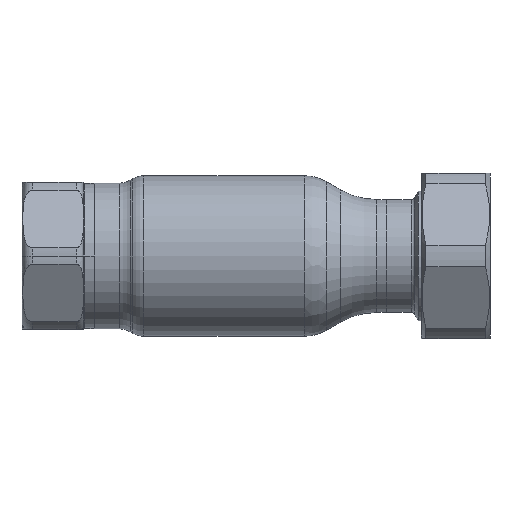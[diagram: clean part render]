
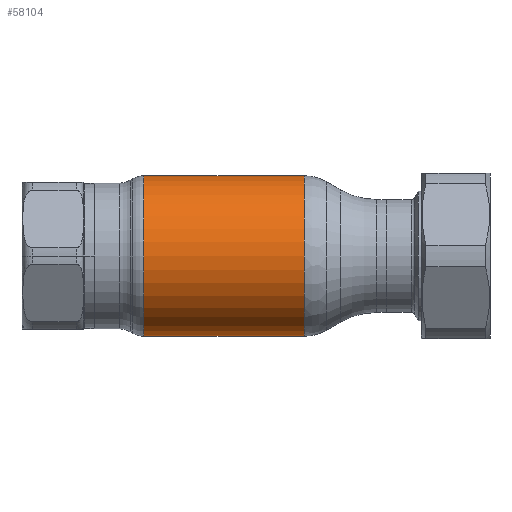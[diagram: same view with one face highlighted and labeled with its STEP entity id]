
A CAD part, front view. The second image highlights one B-rep face of the part: STEP entity #58104.
In plain terms, the highlighted cylindrical face has radius 22.25 mm (diameter 44.5 mm), a partial arc.
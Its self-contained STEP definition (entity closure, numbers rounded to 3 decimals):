
#4318 = ORIENTED_EDGE ( 'NONE', *, *, #33517, .F. ) ;
#6467 = CARTESIAN_POINT ( 'NONE',  ( 62.69, 0., -22.25 ) ) ;
#8258 = CARTESIAN_POINT ( 'NONE',  ( -22.285, 0., 22.25 ) ) ;
#13734 = AXIS2_PLACEMENT_3D ( 'NONE', #16059, #33963, #37772 ) ;
#13784 = CYLINDRICAL_SURFACE ( 'NONE', #29661, 22.25 ) ;
#14161 = CARTESIAN_POINT ( 'NONE',  ( 62.69, 0., 22.25 ) ) ;
#14790 = CIRCLE ( 'NONE', #16688, 22.25 ) ;
#16059 = CARTESIAN_POINT ( 'NONE',  ( 22.285, 0., 0. ) ) ;
#16452 = ORIENTED_EDGE ( 'NONE', *, *, #39978, .T. ) ;
#16688 = AXIS2_PLACEMENT_3D ( 'NONE', #29713, #20298, #48234 ) ;
#17306 = DIRECTION ( 'NONE',  ( 1., 0., 0. ) ) ;
#17617 = CARTESIAN_POINT ( 'NONE',  ( 62.69, 0., 0. ) ) ;
#20298 = DIRECTION ( 'NONE',  ( 1., 0., 0. ) ) ;
#21404 = VECTOR ( 'NONE', #36744, 1000. ) ;
#23681 = VECTOR ( 'NONE', #32267, 1000. ) ;
#25034 = CARTESIAN_POINT ( 'NONE',  ( -22.285, 0., -22.25 ) ) ;
#29661 = AXIS2_PLACEMENT_3D ( 'NONE', #17617, #17306, #35801 ) ;
#29713 = CARTESIAN_POINT ( 'NONE',  ( -22.285, 0., 0. ) ) ;
#30550 = VERTEX_POINT ( 'NONE', #44054 ) ;
#30815 = FACE_OUTER_BOUND ( 'NONE', #52945, .T. ) ;
#32267 = DIRECTION ( 'NONE',  ( 1., 0., 0. ) ) ;
#33348 = ORIENTED_EDGE ( 'NONE', *, *, #51702, .T. ) ;
#33517 = EDGE_CURVE ( 'NONE', #30550, #52115, #39967, .T. ) ;
#33963 = DIRECTION ( 'NONE',  ( 1., 0., 0. ) ) ;
#35801 = DIRECTION ( 'NONE',  ( 0., 0., -1. ) ) ;
#36453 = LINE ( 'NONE', #14161, #21404 ) ;
#36744 = DIRECTION ( 'NONE',  ( 1., 0., 0. ) ) ;
#36886 = VERTEX_POINT ( 'NONE', #25034 ) ;
#36902 = ORIENTED_EDGE ( 'NONE', *, *, #38835, .F. ) ;
#37772 = DIRECTION ( 'NONE',  ( 0., 0., -1. ) ) ;
#38835 = EDGE_CURVE ( 'NONE', #52308, #30550, #36453, .T. ) ;
#39967 = CIRCLE ( 'NONE', #13734, 22.25 ) ;
#39978 = EDGE_CURVE ( 'NONE', #36886, #52115, #54930, .T. ) ;
#41107 = CARTESIAN_POINT ( 'NONE',  ( 22.285, 0., -22.25 ) ) ;
#44054 = CARTESIAN_POINT ( 'NONE',  ( 22.285, 0., 22.25 ) ) ;
#48234 = DIRECTION ( 'NONE',  ( 0., 0., -1. ) ) ;
#51702 = EDGE_CURVE ( 'NONE', #52308, #36886, #14790, .T. ) ;
#52115 = VERTEX_POINT ( 'NONE', #41107 ) ;
#52308 = VERTEX_POINT ( 'NONE', #8258 ) ;
#52945 = EDGE_LOOP ( 'NONE', ( #36902, #33348, #16452, #4318 ) ) ;
#54930 = LINE ( 'NONE', #6467, #23681 ) ;
#58104 = ADVANCED_FACE ( 'NONE', ( #30815 ), #13784, .T. ) ;
